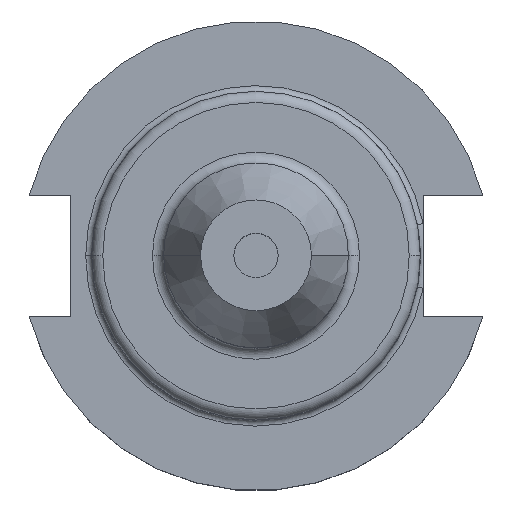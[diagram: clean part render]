
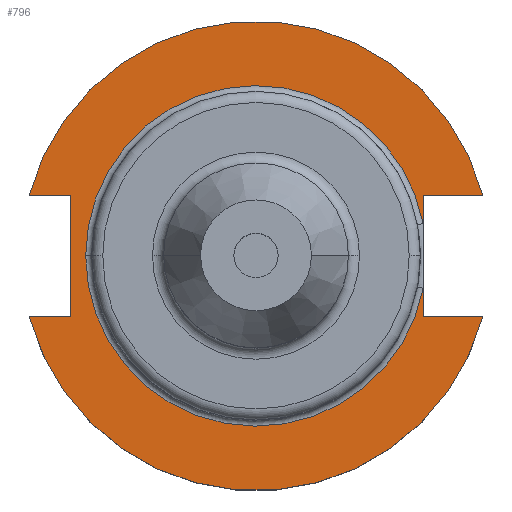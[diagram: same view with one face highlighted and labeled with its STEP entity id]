
A CAD part, top view. The second image highlights one B-rep face of the part: STEP entity #796.
In plain terms, the highlighted planar face has unit normal (0, 0, 1).
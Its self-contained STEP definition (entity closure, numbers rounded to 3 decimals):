
#36 = DIRECTION ( 'NONE',  ( 0., 0., 1. ) ) ;
#50 = DIRECTION ( 'NONE',  ( 0., -1., 0. ) ) ;
#56 = LINE ( 'NONE', #1133, #1117 ) ;
#123 = LINE ( 'NONE', #1669, #918 ) ;
#176 = EDGE_CURVE ( 'NONE', #708, #219, #1755, .T. ) ;
#196 = CARTESIAN_POINT ( 'NONE',  ( -23.025, 0., 19.05 ) ) ;
#198 = AXIS2_PLACEMENT_3D ( 'NONE', #619, #1582, #1183 ) ;
#206 = VERTEX_POINT ( 'NONE', #695 ) ;
#219 = VERTEX_POINT ( 'NONE', #196 ) ;
#233 = EDGE_CURVE ( 'NONE', #206, #491, #556, .T. ) ;
#244 = VERTEX_POINT ( 'NONE', #1023 ) ;
#248 = LINE ( 'NONE', #742, #995 ) ;
#275 = CARTESIAN_POINT ( 'NONE',  ( 0., 8.191, 19.05 ) ) ;
#276 = VECTOR ( 'NONE', #278, 1000. ) ;
#278 = DIRECTION ( 'NONE',  ( 0., 1., 0. ) ) ;
#283 = DIRECTION ( 'NONE',  ( 0., 0., 1. ) ) ;
#303 = DIRECTION ( 'NONE',  ( 1., 0., 0. ) ) ;
#306 = EDGE_CURVE ( 'NONE', #219, #932, #1409, .T. ) ;
#319 = PLANE ( 'NONE',  #779 ) ;
#329 = LINE ( 'NONE', #422, #276 ) ;
#330 = ORIENTED_EDGE ( 'NONE', *, *, #1628, .F. ) ;
#340 = DIRECTION ( 'NONE',  ( 1., 0., 0. ) ) ;
#360 = LINE ( 'NONE', #606, #1410 ) ;
#401 = EDGE_CURVE ( 'NONE', #1408, #206, #123, .T. ) ;
#422 = CARTESIAN_POINT ( 'NONE',  ( 22.606, 22.225, 19.05 ) ) ;
#432 = ORIENTED_EDGE ( 'NONE', *, *, #725, .T. ) ;
#453 = CARTESIAN_POINT ( 'NONE',  ( 22.606, 8.191, 19.05 ) ) ;
#459 = DIRECTION ( 'NONE',  ( 0., 0., -1. ) ) ;
#475 = ORIENTED_EDGE ( 'NONE', *, *, #233, .T. ) ;
#483 = ORIENTED_EDGE ( 'NONE', *, *, #306, .T. ) ;
#487 = FACE_OUTER_BOUND ( 'NONE', #1207, .T. ) ;
#491 = VERTEX_POINT ( 'NONE', #1316 ) ;
#540 = CARTESIAN_POINT ( 'NONE',  ( -30.675, -8.191, 19.05 ) ) ;
#556 = LINE ( 'NONE', #881, #1334 ) ;
#606 = CARTESIAN_POINT ( 'NONE',  ( -61.091, -8.191, 19.05 ) ) ;
#619 = CARTESIAN_POINT ( 'NONE',  ( 0., 0., 19.05 ) ) ;
#680 = VERTEX_POINT ( 'NONE', #540 ) ;
#695 = CARTESIAN_POINT ( 'NONE',  ( -25.091, 8.191, 19.05 ) ) ;
#708 = VERTEX_POINT ( 'NONE', #1374 ) ;
#713 = EDGE_CURVE ( 'NONE', #1187, #1732, #936, .T. ) ;
#725 = EDGE_CURVE ( 'NONE', #680, #775, #1261, .T. ) ;
#742 = CARTESIAN_POINT ( 'NONE',  ( 22.606, 22.225, 19.05 ) ) ;
#775 = VERTEX_POINT ( 'NONE', #1385 ) ;
#779 = AXIS2_PLACEMENT_3D ( 'NONE', #1018, #459, #1422 ) ;
#796 = ADVANCED_FACE ( 'NONE', ( #487 ), #319, .F. ) ;
#862 = CARTESIAN_POINT ( 'NONE',  ( 0., 0., 19.05 ) ) ;
#881 = CARTESIAN_POINT ( 'NONE',  ( -25.091, 8.191, 19.05 ) ) ;
#894 = EDGE_CURVE ( 'NONE', #680, #491, #360, .T. ) ;
#918 = VECTOR ( 'NONE', #340, 1000. ) ;
#932 = VERTEX_POINT ( 'NONE', #1364 ) ;
#936 = LINE ( 'NONE', #275, #1614 ) ;
#954 = CARTESIAN_POINT ( 'NONE',  ( 30.675, 8.191, 19.05 ) ) ;
#981 = CARTESIAN_POINT ( 'NONE',  ( 0., 0., 19.05 ) ) ;
#995 = VECTOR ( 'NONE', #1434, 1000. ) ;
#1013 = DIRECTION ( 'NONE',  ( 1., 0., 0. ) ) ;
#1018 = CARTESIAN_POINT ( 'NONE',  ( 0., 22.225, 19.05 ) ) ;
#1019 = CARTESIAN_POINT ( 'NONE',  ( -30.675, 8.191, 19.05 ) ) ;
#1023 = CARTESIAN_POINT ( 'NONE',  ( 22.606, -8.191, 19.05 ) ) ;
#1112 = CARTESIAN_POINT ( 'NONE',  ( 0., 0., 19.05 ) ) ;
#1117 = VECTOR ( 'NONE', #303, 1000. ) ;
#1118 = DIRECTION ( 'NONE',  ( -1., 0., 0. ) ) ;
#1133 = CARTESIAN_POINT ( 'NONE',  ( 0., -8.191, 19.05 ) ) ;
#1183 = DIRECTION ( 'NONE',  ( -1., 0., 0. ) ) ;
#1187 = VERTEX_POINT ( 'NONE', #954 ) ;
#1207 = EDGE_LOOP ( 'NONE', ( #1241, #1493, #483, #1373, #1313, #1271, #1740, #475, #1745, #432, #330 ) ) ;
#1222 = EDGE_CURVE ( 'NONE', #244, #708, #329, .T. ) ;
#1241 = ORIENTED_EDGE ( 'NONE', *, *, #1222, .T. ) ;
#1242 = AXIS2_PLACEMENT_3D ( 'NONE', #981, #1362, #1118 ) ;
#1249 = DIRECTION ( 'NONE',  ( 1., 0., 0. ) ) ;
#1261 = CIRCLE ( 'NONE', #1291, 31.75 ) ;
#1271 = ORIENTED_EDGE ( 'NONE', *, *, #1353, .T. ) ;
#1291 = AXIS2_PLACEMENT_3D ( 'NONE', #1112, #283, #1249 ) ;
#1313 = ORIENTED_EDGE ( 'NONE', *, *, #713, .F. ) ;
#1316 = CARTESIAN_POINT ( 'NONE',  ( -25.091, -8.191, 19.05 ) ) ;
#1334 = VECTOR ( 'NONE', #50, 1000. ) ;
#1353 = EDGE_CURVE ( 'NONE', #1187, #1408, #1527, .T. ) ;
#1362 = DIRECTION ( 'NONE',  ( 0., 0., -1. ) ) ;
#1364 = CARTESIAN_POINT ( 'NONE',  ( 22.606, 4.373, 19.05 ) ) ;
#1373 = ORIENTED_EDGE ( 'NONE', *, *, #1764, .T. ) ;
#1374 = CARTESIAN_POINT ( 'NONE',  ( 22.606, -4.373, 19.05 ) ) ;
#1385 = CARTESIAN_POINT ( 'NONE',  ( 30.675, -8.191, 19.05 ) ) ;
#1408 = VERTEX_POINT ( 'NONE', #1019 ) ;
#1409 = CIRCLE ( 'NONE', #198, 23.025 ) ;
#1410 = VECTOR ( 'NONE', #1442, 1000. ) ;
#1422 = DIRECTION ( 'NONE',  ( -1., 0., 0. ) ) ;
#1434 = DIRECTION ( 'NONE',  ( 0., 1., 0. ) ) ;
#1442 = DIRECTION ( 'NONE',  ( 1., 0., 0. ) ) ;
#1493 = ORIENTED_EDGE ( 'NONE', *, *, #176, .T. ) ;
#1511 = DIRECTION ( 'NONE',  ( -1., 0., 0. ) ) ;
#1527 = CIRCLE ( 'NONE', #1758, 31.75 ) ;
#1582 = DIRECTION ( 'NONE',  ( 0., 0., -1. ) ) ;
#1614 = VECTOR ( 'NONE', #1511, 1000. ) ;
#1628 = EDGE_CURVE ( 'NONE', #244, #775, #56, .T. ) ;
#1669 = CARTESIAN_POINT ( 'NONE',  ( -61.091, 8.191, 19.05 ) ) ;
#1732 = VERTEX_POINT ( 'NONE', #453 ) ;
#1740 = ORIENTED_EDGE ( 'NONE', *, *, #401, .T. ) ;
#1745 = ORIENTED_EDGE ( 'NONE', *, *, #894, .F. ) ;
#1755 = CIRCLE ( 'NONE', #1242, 23.025 ) ;
#1758 = AXIS2_PLACEMENT_3D ( 'NONE', #862, #36, #1013 ) ;
#1764 = EDGE_CURVE ( 'NONE', #932, #1732, #248, .T. ) ;
